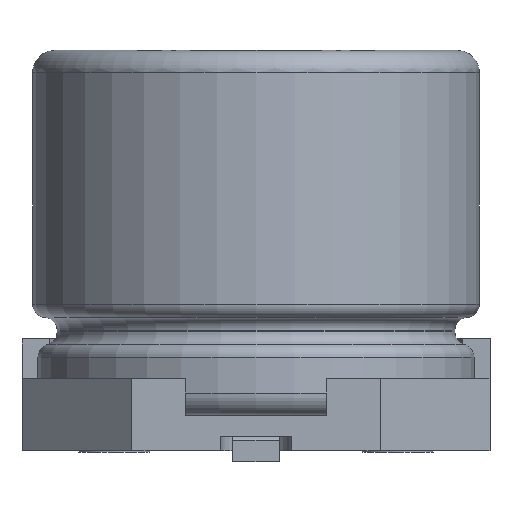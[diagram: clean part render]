
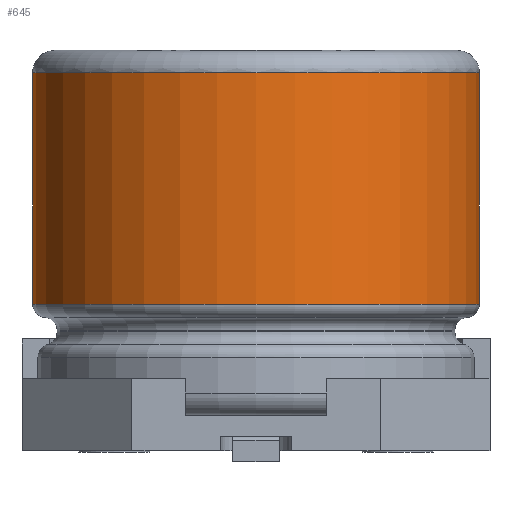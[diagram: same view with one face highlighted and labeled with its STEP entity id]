
A CAD part, front view. The second image highlights one B-rep face of the part: STEP entity #645.
In plain terms, the highlighted cylindrical face has radius 3.15 mm (diameter 6.3 mm), a full revolution.
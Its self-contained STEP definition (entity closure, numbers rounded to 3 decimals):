
#645 = ADVANCED_FACE( '', ( #1349, #1350 ), #1351, .T. );
#1349 = FACE_OUTER_BOUND( '', #2092, .T. );
#1350 = FACE_OUTER_BOUND( '', #2093, .T. );
#1351 = CYLINDRICAL_SURFACE( '', #2094, 3.15 );
#2092 = EDGE_LOOP( '', ( #4031 ) );
#2093 = EDGE_LOOP( '', ( #4032 ) );
#2094 = AXIS2_PLACEMENT_3D( '', #4033, #4034, #4035 );
#4031 = ORIENTED_EDGE( '', *, *, #4923, .T. );
#4032 = ORIENTED_EDGE( '', *, *, #4441, .T. );
#4033 = CARTESIAN_POINT( '', ( 0., 0., 9.9 ) );
#4034 = DIRECTION( '', ( 0., 0., -1. ) );
#4035 = DIRECTION( '', ( 1., 0., 0. ) );
#4441 = EDGE_CURVE( '', #5224, #5224, #5225, .T. );
#4923 = EDGE_CURVE( '', #6001, #6001, #6002, .T. );
#5224 = VERTEX_POINT( '', #6379 );
#5225 = CIRCLE( '', #6380, 3.15 );
#6001 = VERTEX_POINT( '', #7952 );
#6002 = CIRCLE( '', #7953, 3.15 );
#6379 = CARTESIAN_POINT( '', ( 3.15, 0., 1.57 ) );
#6380 = AXIS2_PLACEMENT_3D( '', #8457, #8458, #8459 );
#7952 = CARTESIAN_POINT( '', ( -3.15, 0., 4.835 ) );
#7953 = AXIS2_PLACEMENT_3D( '', #8877, #8878, #8879 );
#8457 = CARTESIAN_POINT( '', ( 0., 0., 1.57 ) );
#8458 = DIRECTION( '', ( 0., 0., 1. ) );
#8459 = DIRECTION( '', ( 1., 0., 0. ) );
#8877 = CARTESIAN_POINT( '', ( 0., 0., 4.835 ) );
#8878 = DIRECTION( '', ( 0., 0., -1. ) );
#8879 = DIRECTION( '', ( -1., 0., 0. ) );
